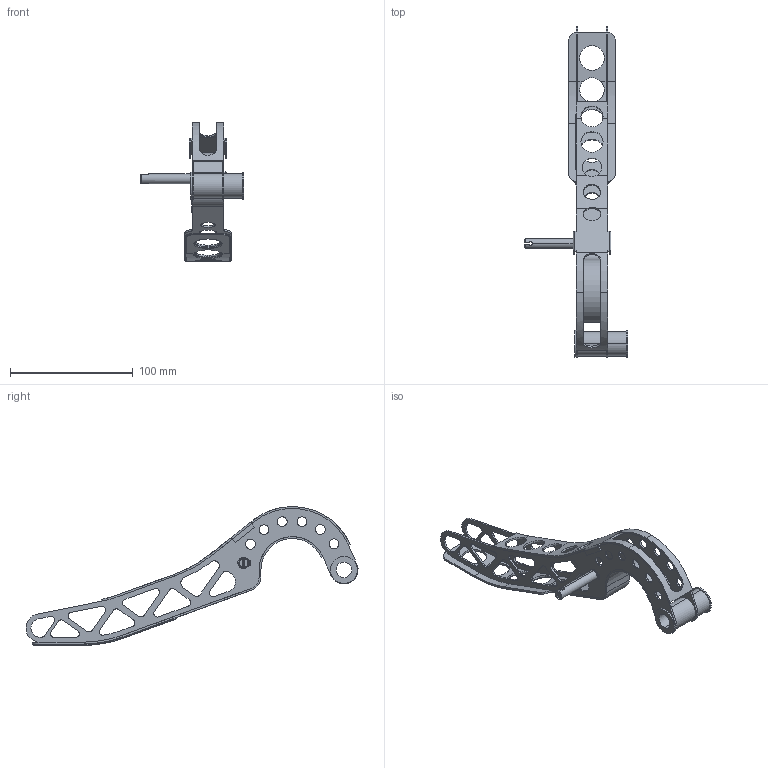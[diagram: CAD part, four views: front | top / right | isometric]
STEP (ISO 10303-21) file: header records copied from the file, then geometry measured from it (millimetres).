
FILE_DESCRIPTION (( 'STEP AP214' ), '1' );
FILE_NAME ('PedalGas.STEP', '2019-01-26T03:25:51', ( 'pattaya2u' ), ( 'Microsoft' ), 'SwSTEP 2.0', 'SolidWorks 2018', '' );
FILE_SCHEMA (( 'AUTOMOTIVE_DESIGN' ));
Length unit declared in the file: metre
Products named in the file (6): Basic External Retaining Ring_AI_B27.1 - NA1-31; PedalPadBrake; PedalGasThrottlePull; PedalGas4; PedalBushing; PedalGas
Assembly tree (6 placements, depth 2):
  PedalGas
    PedalBushing  x2
    PedalGas4
    PedalGasThrottlePull
    PedalPadBrake
    Basic External Retaining Ring_AI_B27.1 - NA1-31
Bounding box: 84 x 270.28 x 113.09 mm (x, y, z)
Volume: 46629.2 mm3; surface area: 68371.9 mm2
Topology: 10 solids, 10 shells, 422 faces, 1137 edges, 724 vertices
Faces by surface type: cylinder 222, plane 156, bspline 25, torus 13, cone 6
Entity records: 18069 total; most frequent: CARTESIAN_POINT 6146, DIRECTION 2289, ORIENTED_EDGE 2238, EDGE_CURVE 1119, AXIS2_PLACEMENT_3D 860, VERTEX_POINT 712, VECTOR 569, LINE 569
